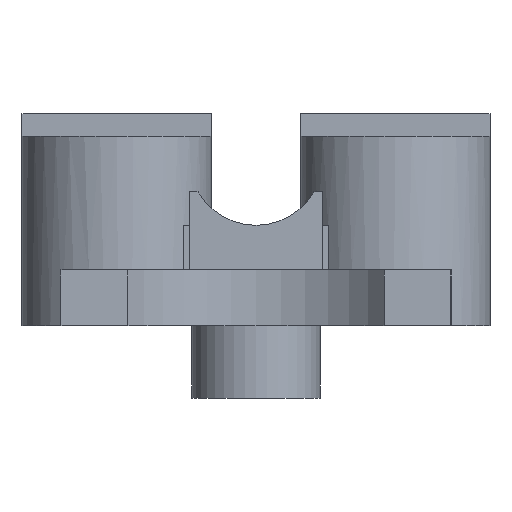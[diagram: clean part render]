
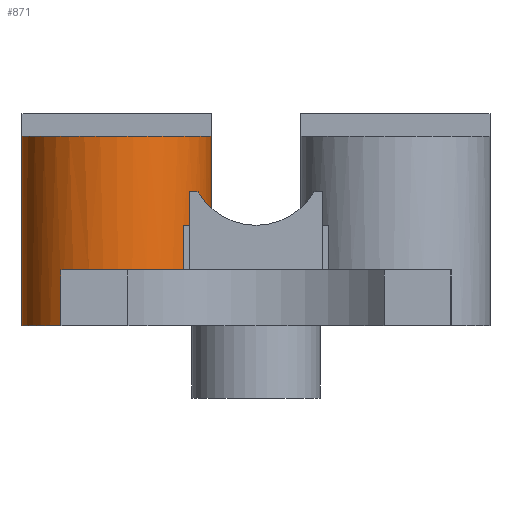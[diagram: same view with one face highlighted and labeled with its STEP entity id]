
A CAD part, front view. The second image highlights one B-rep face of the part: STEP entity #871.
In plain terms, the highlighted cylindrical face has radius 8.5 mm (diameter 17 mm), a partial arc.
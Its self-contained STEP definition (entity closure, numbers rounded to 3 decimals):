
#36 = CARTESIAN_POINT ( 'NONE',  ( -15., -2.124, -5. ) ) ;
#70 = DIRECTION ( 'NONE',  ( 0., 0., 1. ) ) ;
#108 = DIRECTION ( 'NONE',  ( 0., 0., -1. ) ) ;
#201 = CIRCLE ( 'NONE', #1368, 8.5 ) ;
#224 = DIRECTION ( 'NONE',  ( 1., 0., 0. ) ) ;
#227 = EDGE_CURVE ( 'NONE', #1816, #283, #690, .T. ) ;
#238 = CARTESIAN_POINT ( 'NONE',  ( -6.479, 0., 4. ) ) ;
#283 = VERTEX_POINT ( 'NONE', #825 ) ;
#303 = CARTESIAN_POINT ( 'NONE',  ( -21., 6., 12. ) ) ;
#370 = VECTOR ( 'NONE', #108, 1000. ) ;
#410 = DIRECTION ( 'NONE',  ( 0., 0., 1. ) ) ;
#423 = LINE ( 'NONE', #1855, #696 ) ;
#443 = CIRCLE ( 'NONE', #1757, 8.5 ) ;
#453 = VERTEX_POINT ( 'NONE', #36 ) ;
#503 = EDGE_CURVE ( 'NONE', #2008, #1816, #665, .T. ) ;
#521 = EDGE_CURVE ( 'NONE', #964, #2008, #423, .T. ) ;
#550 = CARTESIAN_POINT ( 'NONE',  ( -4., 6., 12. ) ) ;
#560 = DIRECTION ( 'NONE',  ( 1., 0., 0. ) ) ;
#581 = CARTESIAN_POINT ( 'NONE',  ( -6.479, 0., 0. ) ) ;
#591 = CARTESIAN_POINT ( 'NONE',  ( -12.5, 6., 4. ) ) ;
#665 = CIRCLE ( 'NONE', #1149, 8.5 ) ;
#690 = LINE ( 'NONE', #1627, #1789 ) ;
#696 = VECTOR ( 'NONE', #70, 1000. ) ;
#697 = EDGE_CURVE ( 'NONE', #453, #964, #443, .T. ) ;
#755 = DIRECTION ( 'NONE',  ( 1., 0., 0. ) ) ;
#825 = CARTESIAN_POINT ( 'NONE',  ( -4., 6., 4. ) ) ;
#849 = LINE ( 'NONE', #1016, #1216 ) ;
#871 = ADVANCED_FACE ( 'NONE', ( #2165 ), #1996, .T. ) ;
#875 = AXIS2_PLACEMENT_3D ( 'NONE', #591, #410, #224 ) ;
#935 = DIRECTION ( 'NONE',  ( 0., 0., 1. ) ) ;
#962 = CARTESIAN_POINT ( 'NONE',  ( -21., 6., -5. ) ) ;
#964 = VERTEX_POINT ( 'NONE', #962 ) ;
#1016 = CARTESIAN_POINT ( 'NONE',  ( -15., -2.124, -29.042 ) ) ;
#1103 = DIRECTION ( 'NONE',  ( 0., 0., -1. ) ) ;
#1149 = AXIS2_PLACEMENT_3D ( 'NONE', #1266, #1280, #1650 ) ;
#1214 = VERTEX_POINT ( 'NONE', #238 ) ;
#1216 = VECTOR ( 'NONE', #2294, 1000. ) ;
#1234 = CIRCLE ( 'NONE', #875, 8.5 ) ;
#1241 = VERTEX_POINT ( 'NONE', #581 ) ;
#1266 = CARTESIAN_POINT ( 'NONE',  ( -12.5, 6., 12. ) ) ;
#1280 = DIRECTION ( 'NONE',  ( 0., 0., 1. ) ) ;
#1308 = ORIENTED_EDGE ( 'NONE', *, *, #1706, .F. ) ;
#1359 = EDGE_CURVE ( 'NONE', #1214, #1241, #2284, .T. ) ;
#1368 = AXIS2_PLACEMENT_3D ( 'NONE', #1818, #1649, #1633 ) ;
#1403 = DIRECTION ( 'NONE',  ( 0., 0., -1. ) ) ;
#1467 = ORIENTED_EDGE ( 'NONE', *, *, #227, .F. ) ;
#1579 = ORIENTED_EDGE ( 'NONE', *, *, #697, .F. ) ;
#1602 = AXIS2_PLACEMENT_3D ( 'NONE', #1614, #935, #560 ) ;
#1614 = CARTESIAN_POINT ( 'NONE',  ( -12.5, 6., -29.042 ) ) ;
#1627 = CARTESIAN_POINT ( 'NONE',  ( -4., 6., 20. ) ) ;
#1629 = EDGE_CURVE ( 'NONE', #1214, #283, #1234, .T. ) ;
#1633 = DIRECTION ( 'NONE',  ( 1., 0., 0. ) ) ;
#1649 = DIRECTION ( 'NONE',  ( 0., 0., 1. ) ) ;
#1650 = DIRECTION ( 'NONE',  ( 1., 0., 0. ) ) ;
#1674 = ORIENTED_EDGE ( 'NONE', *, *, #1629, .T. ) ;
#1706 = EDGE_CURVE ( 'NONE', #1956, #453, #849, .T. ) ;
#1734 = ORIENTED_EDGE ( 'NONE', *, *, #503, .F. ) ;
#1757 = AXIS2_PLACEMENT_3D ( 'NONE', #2168, #1103, #755 ) ;
#1789 = VECTOR ( 'NONE', #1403, 1000. ) ;
#1794 = ORIENTED_EDGE ( 'NONE', *, *, #2113, .T. ) ;
#1816 = VERTEX_POINT ( 'NONE', #550 ) ;
#1818 = CARTESIAN_POINT ( 'NONE',  ( -12.5, 6., 0. ) ) ;
#1855 = CARTESIAN_POINT ( 'NONE',  ( -21., 6., -11.501 ) ) ;
#1898 = CARTESIAN_POINT ( 'NONE',  ( -15., -2.124, 0. ) ) ;
#1956 = VERTEX_POINT ( 'NONE', #1898 ) ;
#1996 = CYLINDRICAL_SURFACE ( 'NONE', #1602, 8.5 ) ;
#2008 = VERTEX_POINT ( 'NONE', #303 ) ;
#2098 = CARTESIAN_POINT ( 'NONE',  ( -6.479, 0., -29.042 ) ) ;
#2113 = EDGE_CURVE ( 'NONE', #1956, #1241, #201, .T. ) ;
#2165 = FACE_OUTER_BOUND ( 'NONE', #2337, .T. ) ;
#2168 = CARTESIAN_POINT ( 'NONE',  ( -12.5, 6., -5. ) ) ;
#2217 = ORIENTED_EDGE ( 'NONE', *, *, #1359, .F. ) ;
#2284 = LINE ( 'NONE', #2098, #370 ) ;
#2294 = DIRECTION ( 'NONE',  ( 0., 0., -1. ) ) ;
#2337 = EDGE_LOOP ( 'NONE', ( #1734, #2341, #1579, #1308, #1794, #2217, #1674, #1467 ) ) ;
#2341 = ORIENTED_EDGE ( 'NONE', *, *, #521, .F. ) ;
